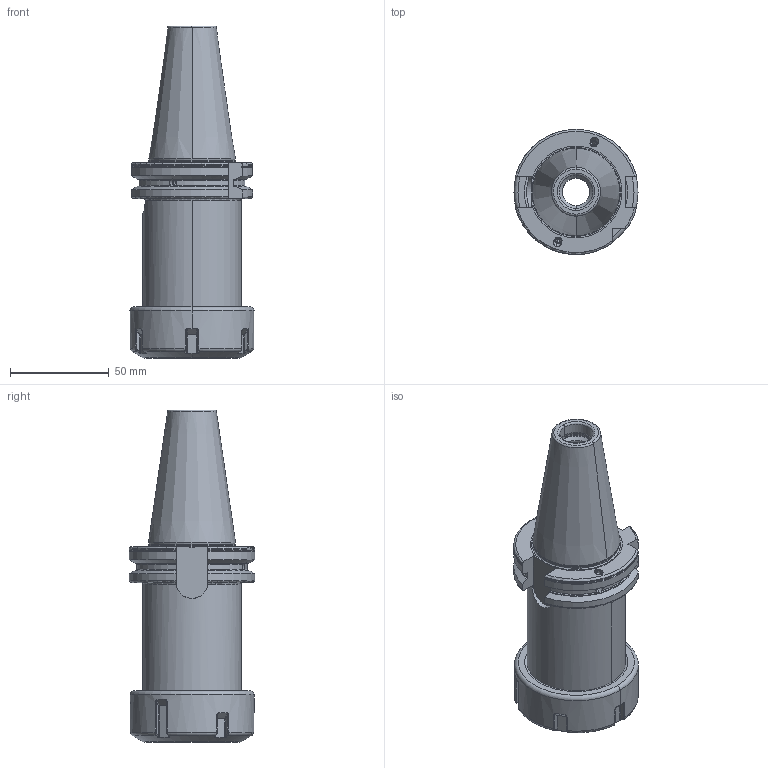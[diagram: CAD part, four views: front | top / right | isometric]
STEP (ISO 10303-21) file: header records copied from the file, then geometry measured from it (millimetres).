
FILE_DESCRIPTION((''),'2;1');
FILE_NAME('DC_403_02_26_1','2020-11-26T',('104091'),(''),'CREO PARAMETRIC BY PTC INC, 2016260','CREO PARAMETRIC BY PTC INC, 2016260','');
FILE_SCHEMA(('CONFIG_CONTROL_DESIGN'));
Length unit declared in the file: millimetre
Products named in the file (1): DC_403_02_26_1
Bounding box: 62.9 x 63.54 x 168.4 mm (x, y, z)
Volume: 222487.1 mm3; surface area: 46043.8 mm2
Topology: 1 solids, 1 shells, 363 faces, 902 edges, 544 vertices
Faces by surface type: cylinder 91, plane 84, torus 62, bspline 58, cone 56, sphere 12
Entity records: 14029 total; most frequent: CARTESIAN_POINT 5911, ORIENTED_EDGE 1790, DIRECTION 1529, EDGE_CURVE 895, AXIS2_PLACEMENT_3D 593, VERTEX_POINT 542, EDGE_LOOP 377, FACE_OUTER_BOUND 363
